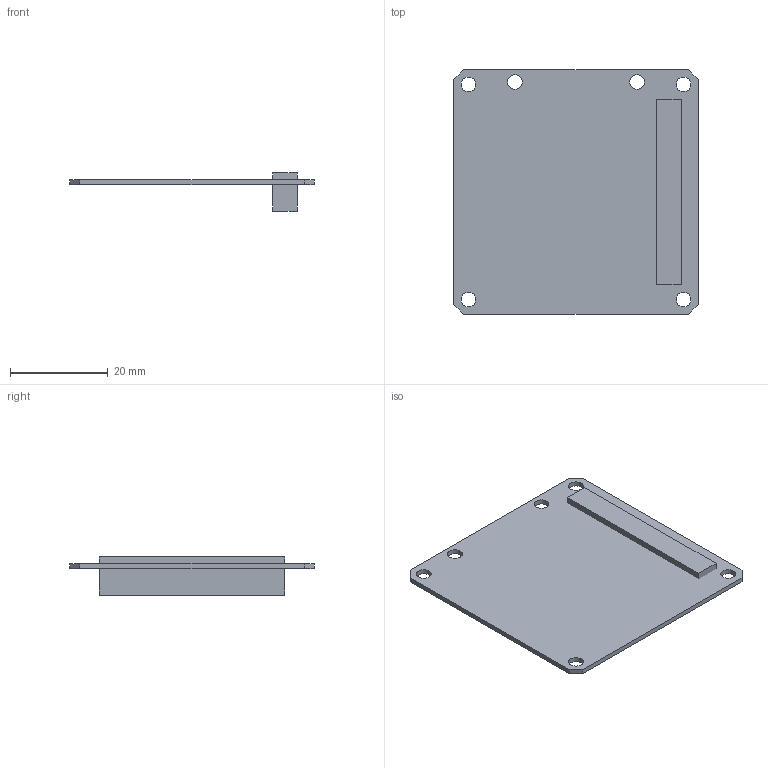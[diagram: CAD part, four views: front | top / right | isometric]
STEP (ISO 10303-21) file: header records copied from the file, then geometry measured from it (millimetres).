
FILE_DESCRIPTION(/* description */ ('','CAx-IF Rec.Pracs.---Representation and Presentation of Product Manufacturing Information (PMI)---4.0---2014-10-13'),/* implementation_level */ '2;1');
FILE_NAME(/* name */ 'LLM_Module_PCBA v2.step',/* time_stamp */ '2025-02-01T21:40:21+09:00',/* author */ (''),/* organization */ (''),/* preprocessor_version */ 'ST-DEVELOPER v20',/* originating_system */ 'Autodesk Translation Framework v13.20.0.188',/* authorisation */ '');
FILE_SCHEMA (('AP242_MANAGED_MODEL_BASED_3D_ENGINEERING_MIM_LF { 1 0 10303 442 1 1 4 }'));
Length unit declared in the file: millimetre
Products named in the file (1): LLM_Module_PCBA
Bounding box: 50 x 50 x 7.8 mm (x, y, z)
Volume: 3931.6 mm3; surface area: 6201.8 mm2
Topology: 2 solids, 2 shells, 27 faces, 66 edges, 44 vertices
Faces by surface type: plane 21, cylinder 6
Full cylindrical faces by diameter (mm): 3 x6
Entity records: 848 total; most frequent: CARTESIAN_POINT 138, DIRECTION 134, ORIENTED_EDGE 132, EDGE_CURVE 66, LINE 54, VECTOR 54, VERTEX_POINT 44, EDGE_LOOP 40
